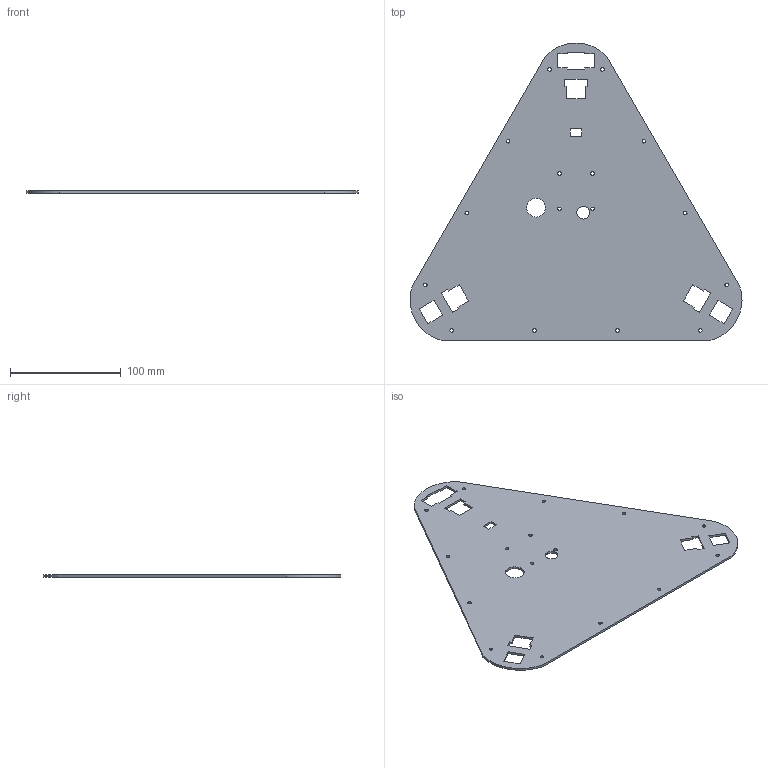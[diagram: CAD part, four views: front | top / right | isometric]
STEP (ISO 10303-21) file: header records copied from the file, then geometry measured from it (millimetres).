
FILE_DESCRIPTION(('FreeCAD Model'),'2;1');
FILE_NAME('Plate_Triangle_Middle_Top.step' ,'2014-06-02T19:29:08',('FreeCAD'),('FreeCAD'), 'Open CASCADE STEP processor 6.7','FreeCAD','Unknown');
FILE_SCHEMA(('AUTOMOTIVE_DESIGN_CC2 { 1 2 10303 214 -1 1 5 4 }'));
Length unit declared in the file: millimetre
Products named in the file (1): 3_CableFittingHole_Pocket
Bounding box: 300.4 x 269.54 x 2 mm (x, y, z)
Volume: 97811.4 mm3; surface area: 101104.5 mm2
Topology: 1 solids, 1 shells, 86 faces, 252 edges, 168 vertices
Faces by surface type: plane 65, cylinder 21
Full cylindrical faces by diameter (mm): 3.2 x16, 11.5 x1, 17 x1
Entity records: 6233 total; most frequent: CARTESIAN_POINT 1391, DIRECTION 802, LINE 544, VECTOR 544, ORIENTED_EDGE 504, PCURVE 504, DEFINITIONAL_REPRESENTATION 504, EDGE_CURVE 252
